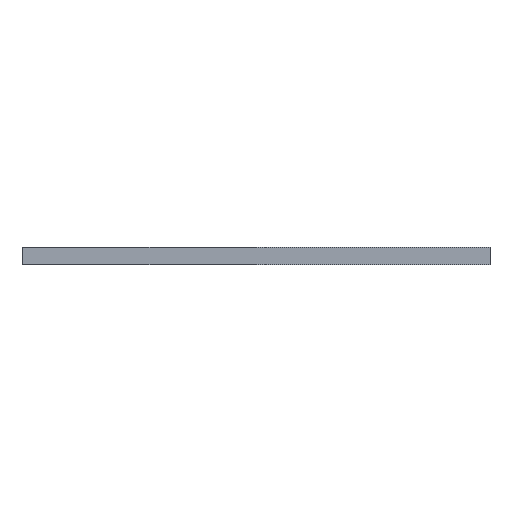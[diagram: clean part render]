
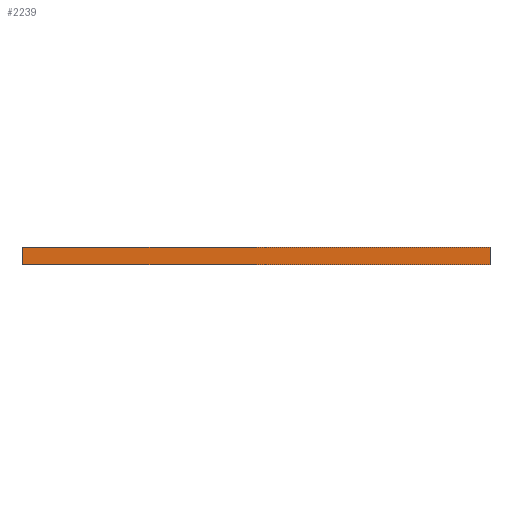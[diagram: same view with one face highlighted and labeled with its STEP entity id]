
A CAD part, left-side view. The second image highlights one B-rep face of the part: STEP entity #2239.
In plain terms, the highlighted planar face has unit normal (-1, 0, 0).
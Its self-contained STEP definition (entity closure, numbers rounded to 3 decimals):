
#40 = VECTOR ( 'NONE', #5238, 1000. ) ;
#73 = VECTOR ( 'NONE', #2149, 1000. ) ;
#250 = VERTEX_POINT ( 'NONE', #2372 ) ;
#277 = DIRECTION ( 'NONE',  ( 0., 0., 1. ) ) ;
#358 = EDGE_CURVE ( 'NONE', #512, #1288, #4930, .T. ) ;
#512 = VERTEX_POINT ( 'NONE', #5055 ) ;
#637 = CARTESIAN_POINT ( 'NONE',  ( -22.4, -22.875, -0.85 ) ) ;
#762 = EDGE_CURVE ( 'NONE', #250, #512, #1779, .T. ) ;
#1116 = CARTESIAN_POINT ( 'NONE',  ( -22.4, -22.875, 0.85 ) ) ;
#1240 = DIRECTION ( 'NONE',  ( 0., 0., -1. ) ) ;
#1254 = CARTESIAN_POINT ( 'NONE',  ( -22.4, 22.875, 0.85 ) ) ;
#1288 = VERTEX_POINT ( 'NONE', #4400 ) ;
#1438 = EDGE_CURVE ( 'NONE', #4162, #1288, #4951, .T. ) ;
#1779 = LINE ( 'NONE', #2943, #73 ) ;
#1847 = ORIENTED_EDGE ( 'NONE', *, *, #1438, .T. ) ;
#2053 = ORIENTED_EDGE ( 'NONE', *, *, #358, .F. ) ;
#2149 = DIRECTION ( 'NONE',  ( 0., 0., -1. ) ) ;
#2239 = ADVANCED_FACE ( 'NONE', ( #3888 ), #2744, .T. ) ;
#2372 = CARTESIAN_POINT ( 'NONE',  ( -22.4, -22.875, 0.85 ) ) ;
#2704 = EDGE_LOOP ( 'NONE', ( #2053, #3447, #4692, #1847 ) ) ;
#2722 = VECTOR ( 'NONE', #4253, 1000. ) ;
#2744 = PLANE ( 'NONE',  #2833 ) ;
#2833 = AXIS2_PLACEMENT_3D ( 'NONE', #1116, #3979, #277 ) ;
#2943 = CARTESIAN_POINT ( 'NONE',  ( -22.4, -22.875, 0.85 ) ) ;
#3058 = VECTOR ( 'NONE', #1240, 1000. ) ;
#3260 = CARTESIAN_POINT ( 'NONE',  ( -22.4, -22.875, 0.85 ) ) ;
#3325 = CARTESIAN_POINT ( 'NONE',  ( -22.4, 22.875, 0.85 ) ) ;
#3447 = ORIENTED_EDGE ( 'NONE', *, *, #762, .F. ) ;
#3505 = EDGE_CURVE ( 'NONE', #250, #4162, #4092, .T. ) ;
#3888 = FACE_OUTER_BOUND ( 'NONE', #2704, .T. ) ;
#3979 = DIRECTION ( 'NONE',  ( -1., 0., 0. ) ) ;
#4092 = LINE ( 'NONE', #3260, #40 ) ;
#4162 = VERTEX_POINT ( 'NONE', #3325 ) ;
#4253 = DIRECTION ( 'NONE',  ( 0., 1., 0. ) ) ;
#4400 = CARTESIAN_POINT ( 'NONE',  ( -22.4, 22.875, -0.85 ) ) ;
#4692 = ORIENTED_EDGE ( 'NONE', *, *, #3505, .T. ) ;
#4930 = LINE ( 'NONE', #637, #2722 ) ;
#4951 = LINE ( 'NONE', #1254, #3058 ) ;
#5055 = CARTESIAN_POINT ( 'NONE',  ( -22.4, -22.875, -0.85 ) ) ;
#5238 = DIRECTION ( 'NONE',  ( 0., 1., 0. ) ) ;
